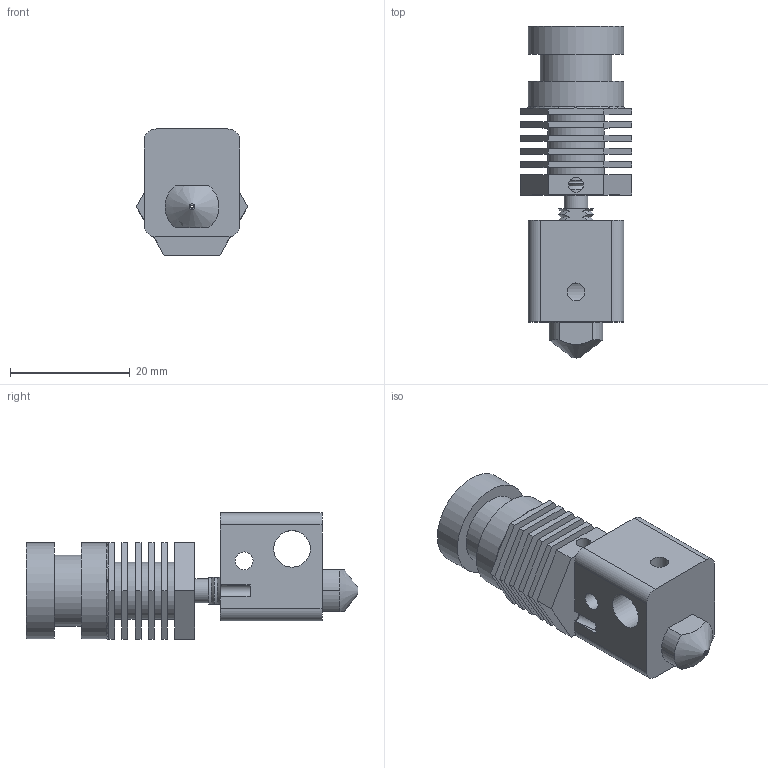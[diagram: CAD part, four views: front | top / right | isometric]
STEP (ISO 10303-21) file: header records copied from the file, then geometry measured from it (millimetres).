
FILE_DESCRIPTION(('FreeCAD Model'),'2;1');
FILE_NAME('hexagon.step','2015-12-30T20:46:52',( 'Author'),(''),'Open CASCADE STEP processor 6.9','FreeCAD','Unknown' );
FILE_SCHEMA(('AUTOMOTIVE_DESIGN { 1 0 10303 214 1 1 1 1 }'));
Length unit declared in the file: millimetre
Products named in the file (6): Cooling_Block_3mm_short_01; Heat_Break_Tube_01; Heater_Block_16_x_18_x_17_02; Cooling_Block_3mm_short_02; Upper_Thread_01; Nozzle_01
Bounding box: 18.59 x 55.4 x 21.05 mm (x, y, z)
Volume: 12768 mm3; surface area: 11875 mm2
Topology: 6 solids, 6 shells, 261 faces, 597 edges, 378 vertices
Faces by surface type: plane 148, cone 60, cylinder 49, torus 4
Full cylindrical faces by diameter (mm): 0.5 x1, 2 x1, 2.5 x2, 3 x2, 3.2 x3, 4 x2, 4.1 x2, 4.9 x1, 6 x7, 6.1 x1, 9.5 x10, 11.9 x2, 16 x4
Entity records: 26717 total; most frequent: CARTESIAN_POINT 14916, DIRECTION 2058, ORIENTED_EDGE 1192, PCURVE 1192, DEFINITIONAL_REPRESENTATION 1192, LINE 1003, VECTOR 1003, EDGE_CURVE 596
